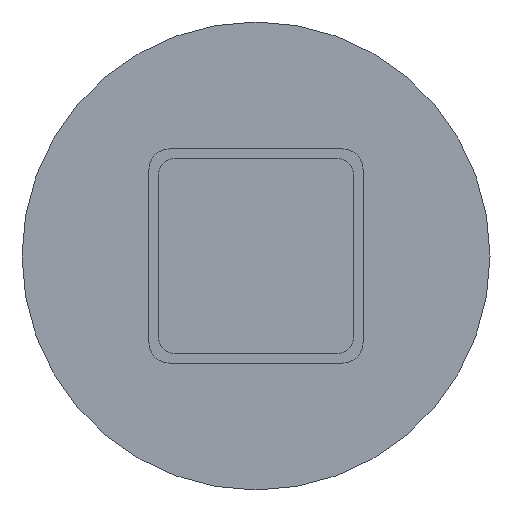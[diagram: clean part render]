
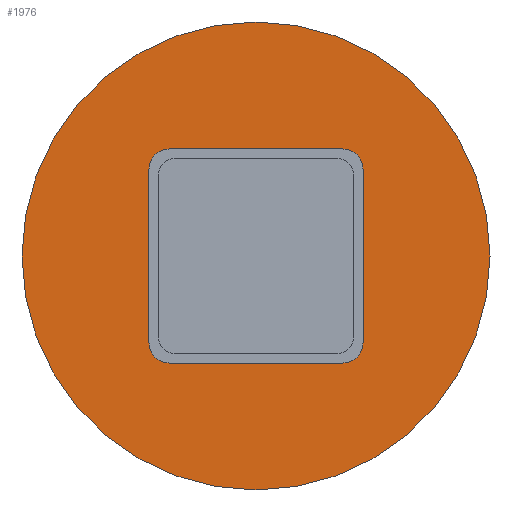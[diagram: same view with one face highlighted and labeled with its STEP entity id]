
A CAD part, front view. The second image highlights one B-rep face of the part: STEP entity #1976.
In plain terms, the highlighted planar face has unit normal (0, -1, 0).
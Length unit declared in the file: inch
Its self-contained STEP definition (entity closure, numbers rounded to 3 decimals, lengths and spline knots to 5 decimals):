
#13 = EDGE_CURVE ( 'NONE', #578, #605, #659, .T. ) ;
#14 = EDGE_LOOP ( 'NONE', ( #104, #726, #1892, #1975, #2088, #1098, #1358, #1328 ) ) ;
#98 = CARTESIAN_POINT ( 'NONE',  ( -14.98539, -19.03678, -1.17127 ) ) ;
#104 = ORIENTED_EDGE ( 'NONE', *, *, #390, .F. ) ;
#125 = AXIS2_PLACEMENT_3D ( 'NONE', #1943, #1309, #467 ) ;
#140 = AXIS2_PLACEMENT_3D ( 'NONE', #449, #1737, #784 ) ;
#178 = VERTEX_POINT ( 'NONE', #1917 ) ;
#205 = CARTESIAN_POINT ( 'NONE',  ( -16.15666, -19.03678, -3.16255 ) ) ;
#210 = VECTOR ( 'NONE', #988, 39.37008 ) ;
#274 = DIRECTION ( 'NONE',  ( 0., -1., 0. ) ) ;
#286 = CARTESIAN_POINT ( 'NONE',  ( -14.98539, -19.03678, -1.44723 ) ) ;
#312 = AXIS2_PLACEMENT_3D ( 'NONE', #1345, #1195, #349 ) ;
#321 = AXIS2_PLACEMENT_3D ( 'NONE', #1076, #379, #555 ) ;
#349 = DIRECTION ( 'NONE',  ( 0., 0., 1. ) ) ;
#358 = ORIENTED_EDGE ( 'NONE', *, *, #612, .T. ) ;
#361 = CARTESIAN_POINT ( 'NONE',  ( -16.15666, -19.03678, 0. ) ) ;
#379 = DIRECTION ( 'NONE',  ( 0., -1., 0. ) ) ;
#390 = EDGE_CURVE ( 'NONE', #897, #941, #1282, .T. ) ;
#417 = DIRECTION ( 'NONE',  ( 0., 0., -1. ) ) ;
#441 = CARTESIAN_POINT ( 'NONE',  ( -16.15666, -19.03678, 0. ) ) ;
#449 = CARTESIAN_POINT ( 'NONE',  ( -17.32792, -19.03678, -1.17127 ) ) ;
#467 = DIRECTION ( 'NONE',  ( 0., 0., -1. ) ) ;
#504 = CARTESIAN_POINT ( 'NONE',  ( -14.70943, -19.03678, -1.17127 ) ) ;
#540 = VERTEX_POINT ( 'NONE', #864 ) ;
#555 = DIRECTION ( 'NONE',  ( 0., 0., 1. ) ) ;
#570 = VECTOR ( 'NONE', #1486, 39.37008 ) ;
#571 = VERTEX_POINT ( 'NONE', #1209 ) ;
#578 = VERTEX_POINT ( 'NONE', #1654 ) ;
#585 = EDGE_CURVE ( 'NONE', #540, #2125, #1300, .T. ) ;
#605 = VERTEX_POINT ( 'NONE', #1674 ) ;
#612 = EDGE_CURVE ( 'NONE', #1705, #178, #1448, .T. ) ;
#619 = PLANE ( 'NONE',  #125 ) ;
#622 = CIRCLE ( 'NONE', #1407, 0.27596 ) ;
#659 = CIRCLE ( 'NONE', #321, 0.27596 ) ;
#726 = ORIENTED_EDGE ( 'NONE', *, *, #1337, .F. ) ;
#741 = CARTESIAN_POINT ( 'NONE',  ( -17.60389, -19.03678, -1.17127 ) ) ;
#766 = EDGE_CURVE ( 'NONE', #2125, #571, #1228, .T. ) ;
#784 = DIRECTION ( 'NONE',  ( 0., 0., 1. ) ) ;
#802 = DIRECTION ( 'NONE',  ( 0., 0., -1. ) ) ;
#805 = EDGE_CURVE ( 'NONE', #178, #1705, #990, .T. ) ;
#864 = CARTESIAN_POINT ( 'NONE',  ( -17.32792, -19.03678, 1.44723 ) ) ;
#897 = VERTEX_POINT ( 'NONE', #1908 ) ;
#918 = DIRECTION ( 'NONE',  ( 0., 0., -1. ) ) ;
#941 = VERTEX_POINT ( 'NONE', #286 ) ;
#988 = DIRECTION ( 'NONE',  ( 1., 0., 0. ) ) ;
#990 = CIRCLE ( 'NONE', #1168, 3.16255 ) ;
#1006 = LINE ( 'NONE', #1562, #1489 ) ;
#1076 = CARTESIAN_POINT ( 'NONE',  ( -14.98539, -19.03678, 1.17127 ) ) ;
#1098 = ORIENTED_EDGE ( 'NONE', *, *, #13, .F. ) ;
#1113 = VERTEX_POINT ( 'NONE', #1180 ) ;
#1131 = EDGE_CURVE ( 'NONE', #1113, #578, #2111, .T. ) ;
#1161 = ORIENTED_EDGE ( 'NONE', *, *, #805, .T. ) ;
#1168 = AXIS2_PLACEMENT_3D ( 'NONE', #441, #274, #417 ) ;
#1180 = CARTESIAN_POINT ( 'NONE',  ( -14.70943, -19.03678, -1.17127 ) ) ;
#1195 = DIRECTION ( 'NONE',  ( 0., -1., 0. ) ) ;
#1209 = CARTESIAN_POINT ( 'NONE',  ( -17.60389, -19.03678, -1.17127 ) ) ;
#1228 = LINE ( 'NONE', #741, #1990 ) ;
#1272 = DIRECTION ( 'NONE',  ( -1., 0., 0. ) ) ;
#1282 = LINE ( 'NONE', #1616, #210 ) ;
#1300 = CIRCLE ( 'NONE', #312, 0.27596 ) ;
#1305 = EDGE_LOOP ( 'NONE', ( #358, #1161 ) ) ;
#1309 = DIRECTION ( 'NONE',  ( 0., -1., 0. ) ) ;
#1328 = ORIENTED_EDGE ( 'NONE', *, *, #2038, .F. ) ;
#1337 = EDGE_CURVE ( 'NONE', #571, #897, #1422, .T. ) ;
#1341 = FACE_BOUND ( 'NONE', #14, .T. ) ;
#1345 = CARTESIAN_POINT ( 'NONE',  ( -17.32792, -19.03678, 1.17127 ) ) ;
#1358 = ORIENTED_EDGE ( 'NONE', *, *, #1131, .F. ) ;
#1407 = AXIS2_PLACEMENT_3D ( 'NONE', #98, #1777, #802 ) ;
#1422 = CIRCLE ( 'NONE', #140, 0.27596 ) ;
#1448 = CIRCLE ( 'NONE', #1615, 3.16255 ) ;
#1486 = DIRECTION ( 'NONE',  ( 0., 0., 1. ) ) ;
#1488 = CARTESIAN_POINT ( 'NONE',  ( -17.60389, -19.03678, 1.17127 ) ) ;
#1489 = VECTOR ( 'NONE', #1272, 39.37008 ) ;
#1530 = DIRECTION ( 'NONE',  ( 0., -1., 0. ) ) ;
#1562 = CARTESIAN_POINT ( 'NONE',  ( -17.32792, -19.03678, 1.44723 ) ) ;
#1615 = AXIS2_PLACEMENT_3D ( 'NONE', #361, #1530, #1686 ) ;
#1616 = CARTESIAN_POINT ( 'NONE',  ( -17.32792, -19.03678, -1.44723 ) ) ;
#1654 = CARTESIAN_POINT ( 'NONE',  ( -14.70943, -19.03678, 1.17127 ) ) ;
#1674 = CARTESIAN_POINT ( 'NONE',  ( -14.98539, -19.03678, 1.44723 ) ) ;
#1686 = DIRECTION ( 'NONE',  ( 0., 0., -1. ) ) ;
#1705 = VERTEX_POINT ( 'NONE', #205 ) ;
#1737 = DIRECTION ( 'NONE',  ( 0., -1., 0. ) ) ;
#1772 = FACE_OUTER_BOUND ( 'NONE', #1305, .T. ) ;
#1777 = DIRECTION ( 'NONE',  ( 0., -1., 0. ) ) ;
#1892 = ORIENTED_EDGE ( 'NONE', *, *, #766, .F. ) ;
#1899 = EDGE_CURVE ( 'NONE', #605, #540, #1006, .T. ) ;
#1908 = CARTESIAN_POINT ( 'NONE',  ( -17.32792, -19.03678, -1.44723 ) ) ;
#1917 = CARTESIAN_POINT ( 'NONE',  ( -16.15666, -19.03678, 3.16255 ) ) ;
#1943 = CARTESIAN_POINT ( 'NONE',  ( -16.15666, -19.03678, 0. ) ) ;
#1975 = ORIENTED_EDGE ( 'NONE', *, *, #585, .F. ) ;
#1976 = ADVANCED_FACE ( 'NONE', ( #1772, #1341 ), #619, .T. ) ;
#1990 = VECTOR ( 'NONE', #918, 39.37008 ) ;
#2038 = EDGE_CURVE ( 'NONE', #941, #1113, #622, .T. ) ;
#2088 = ORIENTED_EDGE ( 'NONE', *, *, #1899, .F. ) ;
#2111 = LINE ( 'NONE', #504, #570 ) ;
#2125 = VERTEX_POINT ( 'NONE', #1488 ) ;
